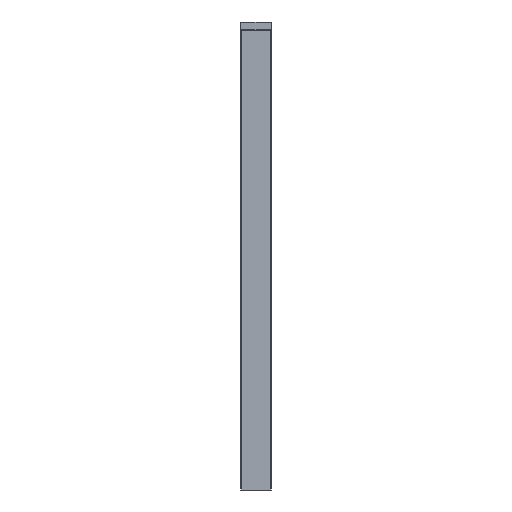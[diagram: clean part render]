
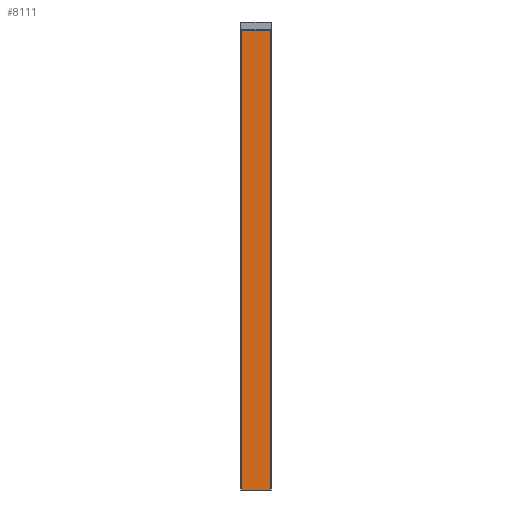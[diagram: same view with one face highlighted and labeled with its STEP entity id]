
A CAD part, front view. The second image highlights one B-rep face of the part: STEP entity #8111.
In plain terms, the highlighted planar face has unit normal (0, -1, 0).
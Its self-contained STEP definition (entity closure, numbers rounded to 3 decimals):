
#598 = LINE ( 'NONE', #7285, #5303 ) ;
#661 = CARTESIAN_POINT ( 'NONE',  ( -97.5, 0., 0. ) ) ;
#822 = CARTESIAN_POINT ( 'NONE',  ( 97.5, 0., 3050. ) ) ;
#939 = VECTOR ( 'NONE', #1210, 1000. ) ;
#1170 = VERTEX_POINT ( 'NONE', #7814 ) ;
#1210 = DIRECTION ( 'NONE',  ( 1., 0., 0. ) ) ;
#1290 = ORIENTED_EDGE ( 'NONE', *, *, #8554, .T. ) ;
#1796 = CARTESIAN_POINT ( 'NONE',  ( 0., 0., 0. ) ) ;
#1880 = LINE ( 'NONE', #1796, #939 ) ;
#2381 = PLANE ( 'NONE',  #3636 ) ;
#2706 = EDGE_LOOP ( 'NONE', ( #6041, #7224, #8642, #1290 ) ) ;
#2942 = DIRECTION ( 'NONE',  ( 0., 0., -1. ) ) ;
#3483 = EDGE_CURVE ( 'NONE', #1170, #5091, #6301, .T. ) ;
#3636 = AXIS2_PLACEMENT_3D ( 'NONE', #5763, #6366, #5106 ) ;
#4153 = CARTESIAN_POINT ( 'NONE',  ( 97.5, 0., 0. ) ) ;
#4298 = VECTOR ( 'NONE', #2942, 1000. ) ;
#4375 = CARTESIAN_POINT ( 'NONE',  ( 98.5, 0., 2994.341 ) ) ;
#4426 = VECTOR ( 'NONE', #7680, 1000. ) ;
#4547 = EDGE_CURVE ( 'NONE', #1170, #7154, #5576, .T. ) ;
#4942 = CARTESIAN_POINT ( 'NONE',  ( -97.5, 0., 2994.341 ) ) ;
#5091 = VERTEX_POINT ( 'NONE', #4942 ) ;
#5106 = DIRECTION ( 'NONE',  ( -1., 0., 0. ) ) ;
#5303 = VECTOR ( 'NONE', #5997, 1000. ) ;
#5576 = LINE ( 'NONE', #822, #4298 ) ;
#5763 = CARTESIAN_POINT ( 'NONE',  ( 0., 0., 3050. ) ) ;
#5997 = DIRECTION ( 'NONE',  ( 0., 0., -1. ) ) ;
#6041 = ORIENTED_EDGE ( 'NONE', *, *, #4547, .F. ) ;
#6064 = VERTEX_POINT ( 'NONE', #661 ) ;
#6301 = LINE ( 'NONE', #4375, #4426 ) ;
#6366 = DIRECTION ( 'NONE',  ( 0., 1., 0. ) ) ;
#6883 = EDGE_CURVE ( 'NONE', #5091, #6064, #598, .T. ) ;
#7033 = FACE_OUTER_BOUND ( 'NONE', #2706, .T. ) ;
#7154 = VERTEX_POINT ( 'NONE', #4153 ) ;
#7224 = ORIENTED_EDGE ( 'NONE', *, *, #3483, .T. ) ;
#7285 = CARTESIAN_POINT ( 'NONE',  ( -97.5, 0., 3050. ) ) ;
#7680 = DIRECTION ( 'NONE',  ( -1., 0., 0. ) ) ;
#7814 = CARTESIAN_POINT ( 'NONE',  ( 97.5, 0., 2994.341 ) ) ;
#8111 = ADVANCED_FACE ( 'NONE', ( #7033 ), #2381, .F. ) ;
#8554 = EDGE_CURVE ( 'NONE', #6064, #7154, #1880, .T. ) ;
#8642 = ORIENTED_EDGE ( 'NONE', *, *, #6883, .T. ) ;
